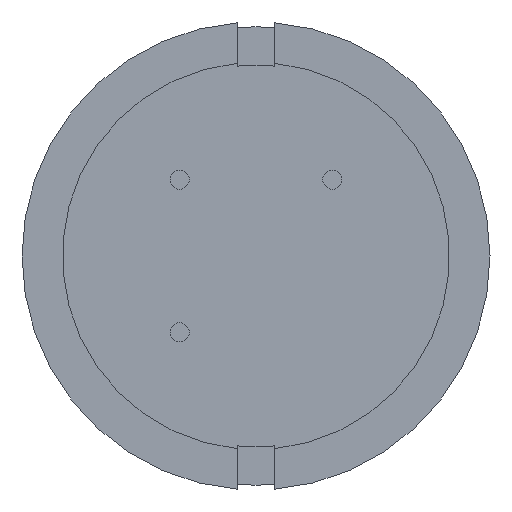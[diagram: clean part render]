
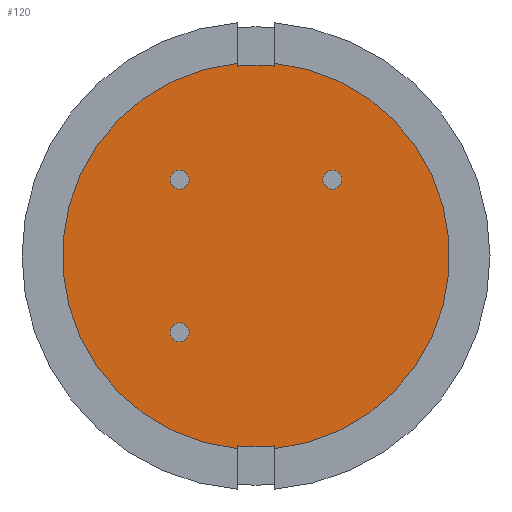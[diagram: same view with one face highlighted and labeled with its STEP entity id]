
A CAD part, front view. The second image highlights one B-rep face of the part: STEP entity #120.
In plain terms, the highlighted planar face has unit normal (0, -1, 0).
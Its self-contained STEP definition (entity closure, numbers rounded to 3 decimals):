
#4 = VERTEX_POINT ( 'NONE', #166 ) ;
#13 = EDGE_CURVE ( 'NONE', #62, #14, #157, .T. ) ;
#14 = VERTEX_POINT ( 'NONE', #211 ) ;
#47 = VERTEX_POINT ( 'NONE', #386 ) ;
#50 = EDGE_CURVE ( 'NONE', #47, #62, #384, .T. ) ;
#51 = VERTEX_POINT ( 'NONE', #379 ) ;
#52 = VERTEX_POINT ( 'NONE', #378 ) ;
#53 = VERTEX_POINT ( 'NONE', #377 ) ;
#57 = VERTEX_POINT ( 'NONE', #371 ) ;
#62 = VERTEX_POINT ( 'NONE', #451 ) ;
#67 = VERTEX_POINT ( 'NONE', #440 ) ;
#75 = EDGE_CURVE ( 'NONE', #106, #53, #501, .T. ) ;
#78 = EDGE_CURVE ( 'NONE', #4, #79, #493, .T. ) ;
#79 = VERTEX_POINT ( 'NONE', #488 ) ;
#84 = EDGE_CURVE ( 'NONE', #67, #85, #476, .T. ) ;
#85 = VERTEX_POINT ( 'NONE', #472 ) ;
#87 = EDGE_CURVE ( 'NONE', #57, #51, #470, .T. ) ;
#91 = ORIENTED_EDGE ( 'NONE', *, *, #13, .F. ) ;
#92 = ORIENTED_EDGE ( 'NONE', *, *, #50, .F. ) ;
#93 = EDGE_CURVE ( 'NONE', #14, #100, #462, .T. ) ;
#98 = ORIENTED_EDGE ( 'NONE', *, *, #93, .F. ) ;
#100 = VERTEX_POINT ( 'NONE', #365 ) ;
#104 = EDGE_CURVE ( 'NONE', #106, #47, #367, .T. ) ;
#105 = ORIENTED_EDGE ( 'NONE', *, *, #75, .T. ) ;
#106 = VERTEX_POINT ( 'NONE', #833 ) ;
#116 = EDGE_CURVE ( 'NONE', #117, #100, #539, .T. ) ;
#117 = VERTEX_POINT ( 'NONE', #534 ) ;
#120 = ADVANCED_FACE ( 'NONE', ( #529, #528, #527, #526 ), #524, .T. ) ;
#121 = EDGE_LOOP ( 'NONE', ( #98, #91, #92, #128, #105, #124, #145, #142, #126 ) ) ;
#123 = EDGE_CURVE ( 'NONE', #53, #52, #519, .T. ) ;
#124 = ORIENTED_EDGE ( 'NONE', *, *, #123, .T. ) ;
#126 = ORIENTED_EDGE ( 'NONE', *, *, #116, .T. ) ;
#127 = EDGE_CURVE ( 'NONE', #230, #52, #581, .T. ) ;
#128 = ORIENTED_EDGE ( 'NONE', *, *, #104, .F. ) ;
#135 = EDGE_LOOP ( 'NONE', ( #136, #138 ) ) ;
#136 = ORIENTED_EDGE ( 'NONE', *, *, #137, .F. ) ;
#137 = EDGE_CURVE ( 'NONE', #51, #57, #565, .T. ) ;
#138 = ORIENTED_EDGE ( 'NONE', *, *, #87, .F. ) ;
#142 = ORIENTED_EDGE ( 'NONE', *, *, #143, .T. ) ;
#143 = EDGE_CURVE ( 'NONE', #230, #117, #554, .T. ) ;
#144 = EDGE_LOOP ( 'NONE', ( #187, #189 ) ) ;
#145 = ORIENTED_EDGE ( 'NONE', *, *, #127, .F. ) ;
#154 = DIRECTION ( 'NONE',  ( 0., 1., 0. ) ) ;
#155 = CARTESIAN_POINT ( 'NONE',  ( 0., 0.85, 0.96 ) ) ;
#156 = AXIS2_PLACEMENT_3D ( 'NONE', #155, #154, #212 ) ;
#157 = CIRCLE ( 'NONE', #156, 5.441 ) ;
#166 = CARTESIAN_POINT ( 'NONE',  ( -1.796, 0.85, 1.571 ) ) ;
#187 = ORIENTED_EDGE ( 'NONE', *, *, #188, .F. ) ;
#188 = EDGE_CURVE ( 'NONE', #79, #4, #634, .T. ) ;
#189 = ORIENTED_EDGE ( 'NONE', *, *, #78, .F. ) ;
#190 = ORIENTED_EDGE ( 'NONE', *, *, #84, .F. ) ;
#191 = EDGE_CURVE ( 'NONE', #85, #67, #629, .T. ) ;
#195 = ORIENTED_EDGE ( 'NONE', *, *, #191, .F. ) ;
#196 = EDGE_LOOP ( 'NONE', ( #195, #190 ) ) ;
#211 = CARTESIAN_POINT ( 'NONE',  ( -0.435, 0.85, -4.463 ) ) ;
#212 = DIRECTION ( 'NONE',  ( 0., 0., -1. ) ) ;
#230 = VERTEX_POINT ( 'NONE', #647 ) ;
#365 = CARTESIAN_POINT ( 'NONE',  ( -0.435, 0.85, -4.529 ) ) ;
#366 = CARTESIAN_POINT ( 'NONE',  ( 0.435, 0.85, 0. ) ) ;
#367 = LINE ( 'NONE', #366, #835 ) ;
#371 = CARTESIAN_POINT ( 'NONE',  ( -1.796, 0.85, -2.021 ) ) ;
#377 = CARTESIAN_POINT ( 'NONE',  ( 0.435, 0.85, 4.529 ) ) ;
#378 = CARTESIAN_POINT ( 'NONE',  ( 0.435, 0.85, 4.463 ) ) ;
#379 = CARTESIAN_POINT ( 'NONE',  ( -1.796, 0.85, -1.571 ) ) ;
#380 = DIRECTION ( 'NONE',  ( 0., 0., -1. ) ) ;
#381 = DIRECTION ( 'NONE',  ( 0., 1., 0. ) ) ;
#382 = CARTESIAN_POINT ( 'NONE',  ( 0., 0.85, 0.96 ) ) ;
#383 = AXIS2_PLACEMENT_3D ( 'NONE', #382, #381, #380 ) ;
#384 = CIRCLE ( 'NONE', #383, 5.441 ) ;
#386 = CARTESIAN_POINT ( 'NONE',  ( 0.435, 0.85, -4.463 ) ) ;
#440 = CARTESIAN_POINT ( 'NONE',  ( 1.796, 0.85, 1.571 ) ) ;
#451 = CARTESIAN_POINT ( 'NONE',  ( 0., 0.85, -4.481 ) ) ;
#459 = DIRECTION ( 'NONE',  ( 0., 0., -1. ) ) ;
#460 = VECTOR ( 'NONE', #459, 1000. ) ;
#461 = CARTESIAN_POINT ( 'NONE',  ( -0.435, 0.85, 0. ) ) ;
#462 = LINE ( 'NONE', #461, #460 ) ;
#466 = DIRECTION ( 'NONE',  ( 0., 0., -1. ) ) ;
#467 = DIRECTION ( 'NONE',  ( 0., -1., 0. ) ) ;
#468 = CARTESIAN_POINT ( 'NONE',  ( -1.796, 0.85, -1.796 ) ) ;
#469 = AXIS2_PLACEMENT_3D ( 'NONE', #468, #467, #466 ) ;
#470 = CIRCLE ( 'NONE', #469, 0.225 ) ;
#472 = CARTESIAN_POINT ( 'NONE',  ( 1.796, 0.85, 2.021 ) ) ;
#473 = DIRECTION ( 'NONE',  ( 0., 0., -1. ) ) ;
#474 = DIRECTION ( 'NONE',  ( 0., -1., 0. ) ) ;
#475 = AXIS2_PLACEMENT_3D ( 'NONE', #482, #474, #473 ) ;
#476 = CIRCLE ( 'NONE', #475, 0.225 ) ;
#482 = CARTESIAN_POINT ( 'NONE',  ( 1.796, 0.85, 1.796 ) ) ;
#488 = CARTESIAN_POINT ( 'NONE',  ( -1.796, 0.85, 2.021 ) ) ;
#489 = DIRECTION ( 'NONE',  ( 1., 0., 0. ) ) ;
#490 = DIRECTION ( 'NONE',  ( 0., -1., 0. ) ) ;
#491 = CARTESIAN_POINT ( 'NONE',  ( -1.796, 0.85, 1.796 ) ) ;
#492 = AXIS2_PLACEMENT_3D ( 'NONE', #491, #490, #489 ) ;
#493 = CIRCLE ( 'NONE', #492, 0.225 ) ;
#497 = DIRECTION ( 'NONE',  ( 0., 0., -1. ) ) ;
#498 = DIRECTION ( 'NONE',  ( 0., -1., 0. ) ) ;
#499 = CARTESIAN_POINT ( 'NONE',  ( 0., 0.85, 0. ) ) ;
#500 = AXIS2_PLACEMENT_3D ( 'NONE', #499, #498, #497 ) ;
#501 = CIRCLE ( 'NONE', #500, 4.55 ) ;
#519 = LINE ( 'NONE', #525, #583 ) ;
#520 = DIRECTION ( 'NONE',  ( 0., 0., -1. ) ) ;
#521 = DIRECTION ( 'NONE',  ( 0., -1., 0. ) ) ;
#522 = CARTESIAN_POINT ( 'NONE',  ( 0., 0.85, 0. ) ) ;
#523 = AXIS2_PLACEMENT_3D ( 'NONE', #522, #521, #520 ) ;
#524 = PLANE ( 'NONE',  #523 ) ;
#525 = CARTESIAN_POINT ( 'NONE',  ( 0.435, 0.85, 0. ) ) ;
#526 = FACE_BOUND ( 'NONE', #135, .T. ) ;
#527 = FACE_BOUND ( 'NONE', #196, .T. ) ;
#528 = FACE_BOUND ( 'NONE', #144, .T. ) ;
#529 = FACE_OUTER_BOUND ( 'NONE', #121, .T. ) ;
#534 = CARTESIAN_POINT ( 'NONE',  ( -0.435, 0.85, 4.529 ) ) ;
#535 = DIRECTION ( 'NONE',  ( 0., 0., -1. ) ) ;
#536 = DIRECTION ( 'NONE',  ( 0., -1., 0. ) ) ;
#537 = CARTESIAN_POINT ( 'NONE',  ( 0., 0.85, 0. ) ) ;
#538 = AXIS2_PLACEMENT_3D ( 'NONE', #537, #536, #535 ) ;
#539 = CIRCLE ( 'NONE', #538, 4.55 ) ;
#552 = VECTOR ( 'NONE', #611, 1000. ) ;
#553 = CARTESIAN_POINT ( 'NONE',  ( -0.435, 0.85, 0. ) ) ;
#554 = LINE ( 'NONE', #553, #552 ) ;
#561 = DIRECTION ( 'NONE',  ( 0., 0., -1. ) ) ;
#562 = DIRECTION ( 'NONE',  ( 0., -1., 0. ) ) ;
#563 = CARTESIAN_POINT ( 'NONE',  ( -1.796, 0.85, -1.796 ) ) ;
#564 = AXIS2_PLACEMENT_3D ( 'NONE', #563, #562, #561 ) ;
#565 = CIRCLE ( 'NONE', #564, 0.225 ) ;
#577 = DIRECTION ( 'NONE',  ( 0., 0., -1. ) ) ;
#578 = DIRECTION ( 'NONE',  ( 0., 1., 0. ) ) ;
#579 = CARTESIAN_POINT ( 'NONE',  ( 0., 0.85, -0.96 ) ) ;
#580 = AXIS2_PLACEMENT_3D ( 'NONE', #579, #578, #577 ) ;
#581 = CIRCLE ( 'NONE', #580, 5.441 ) ;
#582 = DIRECTION ( 'NONE',  ( 0., 0., -1. ) ) ;
#583 = VECTOR ( 'NONE', #582, 1000. ) ;
#611 = DIRECTION ( 'NONE',  ( 0., 0., 1. ) ) ;
#625 = DIRECTION ( 'NONE',  ( 0., 0., -1. ) ) ;
#626 = DIRECTION ( 'NONE',  ( 0., -1., 0. ) ) ;
#627 = CARTESIAN_POINT ( 'NONE',  ( 1.796, 0.85, 1.796 ) ) ;
#628 = AXIS2_PLACEMENT_3D ( 'NONE', #627, #626, #625 ) ;
#629 = CIRCLE ( 'NONE', #628, 0.225 ) ;
#630 = DIRECTION ( 'NONE',  ( 1., 0., 0. ) ) ;
#631 = DIRECTION ( 'NONE',  ( 0., -1., 0. ) ) ;
#632 = CARTESIAN_POINT ( 'NONE',  ( -1.796, 0.85, 1.796 ) ) ;
#633 = AXIS2_PLACEMENT_3D ( 'NONE', #632, #631, #630 ) ;
#634 = CIRCLE ( 'NONE', #633, 0.225 ) ;
#647 = CARTESIAN_POINT ( 'NONE',  ( -0.435, 0.85, 4.463 ) ) ;
#833 = CARTESIAN_POINT ( 'NONE',  ( 0.435, 0.85, -4.529 ) ) ;
#834 = DIRECTION ( 'NONE',  ( 0., 0., 1. ) ) ;
#835 = VECTOR ( 'NONE', #834, 1000. ) ;
